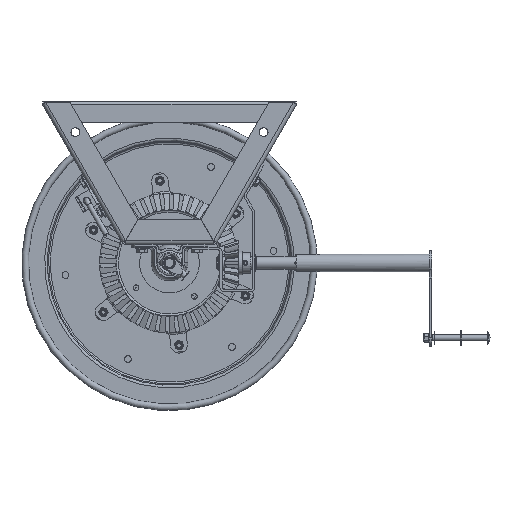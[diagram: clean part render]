
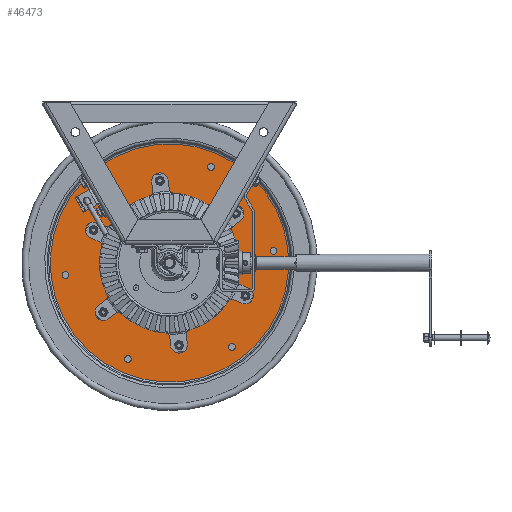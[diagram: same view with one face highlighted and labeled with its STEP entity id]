
A CAD part, front view. The second image highlights one B-rep face of the part: STEP entity #46473.
In plain terms, the highlighted planar face has unit normal (0, -1, 0).
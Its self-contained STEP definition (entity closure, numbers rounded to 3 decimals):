
#1115=FACE_BOUND('',#5594,.T.);
#1116=FACE_BOUND('',#5595,.T.);
#1117=FACE_BOUND('',#5596,.T.);
#1118=FACE_BOUND('',#5597,.T.);
#1119=FACE_BOUND('',#5598,.T.);
#1120=FACE_BOUND('',#5599,.T.);
#1121=FACE_BOUND('',#5600,.T.);
#1122=FACE_BOUND('',#5601,.T.);
#1123=FACE_BOUND('',#5602,.T.);
#1124=FACE_BOUND('',#5603,.T.);
#1125=FACE_BOUND('',#5604,.T.);
#1126=FACE_BOUND('',#5605,.T.);
#1127=FACE_BOUND('',#5606,.T.);
#1649=PLANE('',#49589);
#3244=FACE_OUTER_BOUND('',#5593,.T.);
#5593=EDGE_LOOP('',(#35915,#35916));
#5594=EDGE_LOOP('',(#35917));
#5595=EDGE_LOOP('',(#35918));
#5596=EDGE_LOOP('',(#35919));
#5597=EDGE_LOOP('',(#35920));
#5598=EDGE_LOOP('',(#35921));
#5599=EDGE_LOOP('',(#35922));
#5600=EDGE_LOOP('',(#35923));
#5601=EDGE_LOOP('',(#35924));
#5602=EDGE_LOOP('',(#35925));
#5603=EDGE_LOOP('',(#35926));
#5604=EDGE_LOOP('',(#35927));
#5605=EDGE_LOOP('',(#35928));
#5606=EDGE_LOOP('',(#35929));
#16113=CIRCLE('',#49590,7.159);
#16114=CIRCLE('',#49591,7.159);
#16115=CIRCLE('',#49592,3.371);
#16116=CIRCLE('',#49593,0.205);
#16117=CIRCLE('',#49594,0.205);
#16118=CIRCLE('',#49595,0.205);
#16119=CIRCLE('',#49596,0.205);
#16120=CIRCLE('',#49597,0.205);
#16121=CIRCLE('',#49598,0.205);
#16122=CIRCLE('',#49599,0.17);
#16123=CIRCLE('',#49600,0.17);
#16124=CIRCLE('',#49601,0.17);
#16125=CIRCLE('',#49602,0.17);
#16126=CIRCLE('',#49603,0.17);
#16127=CIRCLE('',#49604,0.17);
#20288=VERTEX_POINT('',#83337);
#20289=VERTEX_POINT('',#83338);
#20290=VERTEX_POINT('',#83341);
#20291=VERTEX_POINT('',#83343);
#20292=VERTEX_POINT('',#83345);
#20293=VERTEX_POINT('',#83347);
#20294=VERTEX_POINT('',#83349);
#20295=VERTEX_POINT('',#83351);
#20296=VERTEX_POINT('',#83353);
#20297=VERTEX_POINT('',#83355);
#20298=VERTEX_POINT('',#83357);
#20299=VERTEX_POINT('',#83359);
#20300=VERTEX_POINT('',#83361);
#20301=VERTEX_POINT('',#83363);
#20302=VERTEX_POINT('',#83365);
#26540=EDGE_CURVE('',#20288,#20289,#16113,.T.);
#26541=EDGE_CURVE('',#20289,#20288,#16114,.T.);
#26542=EDGE_CURVE('',#20290,#20290,#16115,.T.);
#26543=EDGE_CURVE('',#20291,#20291,#16116,.T.);
#26544=EDGE_CURVE('',#20292,#20292,#16117,.T.);
#26545=EDGE_CURVE('',#20293,#20293,#16118,.T.);
#26546=EDGE_CURVE('',#20294,#20294,#16119,.T.);
#26547=EDGE_CURVE('',#20295,#20295,#16120,.T.);
#26548=EDGE_CURVE('',#20296,#20296,#16121,.T.);
#26549=EDGE_CURVE('',#20297,#20297,#16122,.T.);
#26550=EDGE_CURVE('',#20298,#20298,#16123,.T.);
#26551=EDGE_CURVE('',#20299,#20299,#16124,.T.);
#26552=EDGE_CURVE('',#20300,#20300,#16125,.T.);
#26553=EDGE_CURVE('',#20301,#20301,#16126,.T.);
#26554=EDGE_CURVE('',#20302,#20302,#16127,.T.);
#35915=ORIENTED_EDGE('',*,*,#26540,.T.);
#35916=ORIENTED_EDGE('',*,*,#26541,.T.);
#35917=ORIENTED_EDGE('',*,*,#26542,.F.);
#35918=ORIENTED_EDGE('',*,*,#26543,.T.);
#35919=ORIENTED_EDGE('',*,*,#26544,.T.);
#35920=ORIENTED_EDGE('',*,*,#26545,.T.);
#35921=ORIENTED_EDGE('',*,*,#26546,.T.);
#35922=ORIENTED_EDGE('',*,*,#26547,.T.);
#35923=ORIENTED_EDGE('',*,*,#26548,.T.);
#35924=ORIENTED_EDGE('',*,*,#26549,.T.);
#35925=ORIENTED_EDGE('',*,*,#26550,.T.);
#35926=ORIENTED_EDGE('',*,*,#26551,.T.);
#35927=ORIENTED_EDGE('',*,*,#26552,.T.);
#35928=ORIENTED_EDGE('',*,*,#26553,.T.);
#35929=ORIENTED_EDGE('',*,*,#26554,.T.);
#46473=ADVANCED_FACE('',(#3244,#1115,#1116,#1117,#1118,#1119,#1120,#1121,
#1122,#1123,#1124,#1125,#1126,#1127),#1649,.T.);
#49589=AXIS2_PLACEMENT_3D('',#83336,#56868,#56869);
#49590=AXIS2_PLACEMENT_3D('',#83339,#56870,#56871);
#49591=AXIS2_PLACEMENT_3D('',#83340,#56872,#56873);
#49592=AXIS2_PLACEMENT_3D('',#83342,#56874,#56875);
#49593=AXIS2_PLACEMENT_3D('',#83344,#56876,#56877);
#49594=AXIS2_PLACEMENT_3D('',#83346,#56878,#56879);
#49595=AXIS2_PLACEMENT_3D('',#83348,#56880,#56881);
#49596=AXIS2_PLACEMENT_3D('',#83350,#56882,#56883);
#49597=AXIS2_PLACEMENT_3D('',#83352,#56884,#56885);
#49598=AXIS2_PLACEMENT_3D('',#83354,#56886,#56887);
#49599=AXIS2_PLACEMENT_3D('',#83356,#56888,#56889);
#49600=AXIS2_PLACEMENT_3D('',#83358,#56890,#56891);
#49601=AXIS2_PLACEMENT_3D('',#83360,#56892,#56893);
#49602=AXIS2_PLACEMENT_3D('',#83362,#56894,#56895);
#49603=AXIS2_PLACEMENT_3D('',#83364,#56896,#56897);
#49604=AXIS2_PLACEMENT_3D('',#83366,#56898,#56899);
#56868=DIRECTION('center_axis',(0.,-1.,0.));
#56869=DIRECTION('ref_axis',(0.597,0.,-0.803));
#56870=DIRECTION('center_axis',(0.,-1.,0.));
#56871=DIRECTION('ref_axis',(0.803,0.,0.597));
#56872=DIRECTION('center_axis',(0.,-1.,0.));
#56873=DIRECTION('ref_axis',(0.803,0.,0.597));
#56874=DIRECTION('center_axis',(0.,-1.,0.));
#56875=DIRECTION('ref_axis',(0.803,0.,0.597));
#56876=DIRECTION('center_axis',(0.,1.,0.));
#56877=DIRECTION('ref_axis',(-0.803,0.,-0.597));
#56878=DIRECTION('center_axis',(0.,1.,0.));
#56879=DIRECTION('ref_axis',(-0.918,0.,0.397));
#56880=DIRECTION('center_axis',(0.,1.,0.));
#56881=DIRECTION('ref_axis',(-0.115,0.,0.993));
#56882=DIRECTION('center_axis',(0.,1.,0.));
#56883=DIRECTION('ref_axis',(0.803,0.,0.597));
#56884=DIRECTION('center_axis',(0.,1.,0.));
#56885=DIRECTION('ref_axis',(0.918,0.,-0.397));
#56886=DIRECTION('center_axis',(0.,1.,0.));
#56887=DIRECTION('ref_axis',(0.115,0.,-0.993));
#56888=DIRECTION('center_axis',(0.,1.,0.));
#56889=DIRECTION('ref_axis',(-0.803,0.,-0.597));
#56890=DIRECTION('center_axis',(0.,1.,0.));
#56891=DIRECTION('ref_axis',(0.115,0.,-0.993));
#56892=DIRECTION('center_axis',(0.,1.,0.));
#56893=DIRECTION('ref_axis',(-0.918,0.,0.397));
#56894=DIRECTION('center_axis',(0.,1.,0.));
#56895=DIRECTION('ref_axis',(-0.115,0.,0.993));
#56896=DIRECTION('center_axis',(0.,1.,0.));
#56897=DIRECTION('ref_axis',(0.803,0.,0.597));
#56898=DIRECTION('center_axis',(0.,1.,0.));
#56899=DIRECTION('ref_axis',(0.918,0.,-0.397));
#83336=CARTESIAN_POINT('Origin',(4.226,-4.153,3.131));
#83337=CARTESIAN_POINT('',(5.746,-4.153,4.261));
#83338=CARTESIAN_POINT('',(-4.271,-4.153,5.736));
#83339=CARTESIAN_POINT('Origin',(0.,-4.153,
-0.01));
#83340=CARTESIAN_POINT('Origin',(0.,-4.153,
-0.01));
#83341=CARTESIAN_POINT('',(2.706,-4.153,2.001));
#83342=CARTESIAN_POINT('Origin',(0.,-4.153,
-0.01));
#83343=CARTESIAN_POINT('',(3.917,-4.153,-4.936));
#83344=CARTESIAN_POINT('Origin',(3.752,-4.153,-5.058));
#83345=CARTESIAN_POINT('',(-2.308,-4.153,-5.865));
#83346=CARTESIAN_POINT('Origin',(-2.496,-4.153,-5.784));
#83347=CARTESIAN_POINT('',(-6.224,-4.153,-0.939));
#83348=CARTESIAN_POINT('Origin',(-6.248,-4.153,-0.735));
#83349=CARTESIAN_POINT('',(-3.917,-4.153,4.916));
#83350=CARTESIAN_POINT('Origin',(-3.752,-4.153,5.038));
#83351=CARTESIAN_POINT('',(2.308,-4.153,5.845));
#83352=CARTESIAN_POINT('Origin',(2.496,-4.153,5.764));
#83353=CARTESIAN_POINT('',(6.224,-4.153,0.919));
#83354=CARTESIAN_POINT('Origin',(6.248,-4.153,0.715));
#83355=CARTESIAN_POINT('',(0.71,-4.153,-4.845));
#83356=CARTESIAN_POINT('Origin',(0.573,-4.153,-4.947));
#83357=CARTESIAN_POINT('',(4.542,-4.153,-1.813));
#83358=CARTESIAN_POINT('Origin',(4.562,-4.153,-1.982));
#83359=CARTESIAN_POINT('',(-3.833,-4.153,-3.042));
#83360=CARTESIAN_POINT('Origin',(-3.989,-4.153,-2.975));
#83361=CARTESIAN_POINT('',(-4.542,-4.153,1.793));
#83362=CARTESIAN_POINT('Origin',(-4.562,-4.153,1.962));
#83363=CARTESIAN_POINT('',(-0.71,-4.153,4.825));
#83364=CARTESIAN_POINT('Origin',(-0.573,-4.153,4.927));
#83365=CARTESIAN_POINT('',(3.833,-4.153,3.022));
#83366=CARTESIAN_POINT('Origin',(3.989,-4.153,2.955));
